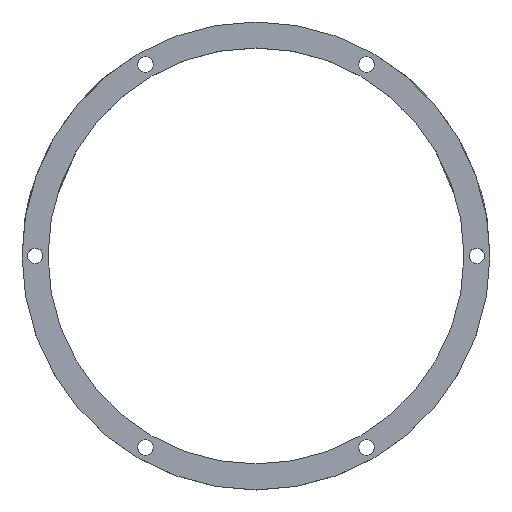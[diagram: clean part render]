
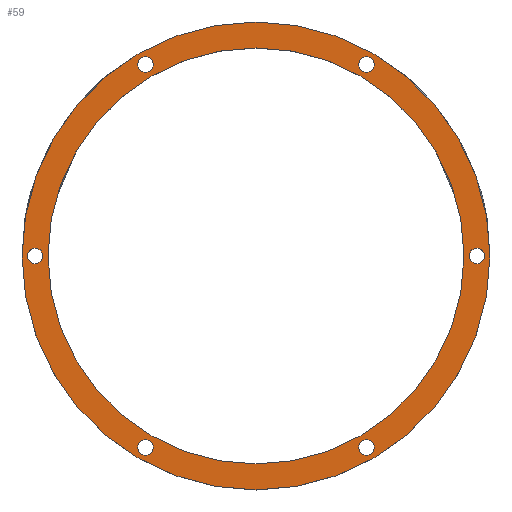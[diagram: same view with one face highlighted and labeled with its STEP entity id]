
A CAD part, top view. The second image highlights one B-rep face of the part: STEP entity #59.
In plain terms, the highlighted planar face has unit normal (0, 0, 1).
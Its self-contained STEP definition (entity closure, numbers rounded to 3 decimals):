
#59=ADVANCED_FACE('',(#183,#184,#185,#186,#187,#188,#189,#121),#593,.T.);
#121=FACE_OUTER_BOUND('',#220,.F.);
#183=FACE_BOUND('',#213,.F.);
#184=FACE_BOUND('',#214,.F.);
#185=FACE_BOUND('',#215,.F.);
#186=FACE_BOUND('',#216,.F.);
#187=FACE_BOUND('',#217,.F.);
#188=FACE_BOUND('',#218,.F.);
#189=FACE_BOUND('',#219,.F.);
#213=EDGE_LOOP('',(#305,#306));
#214=EDGE_LOOP('',(#307,#308));
#215=EDGE_LOOP('',(#309,#310));
#216=EDGE_LOOP('',(#311,#312));
#217=EDGE_LOOP('',(#313,#314));
#218=EDGE_LOOP('',(#315,#316));
#219=EDGE_LOOP('',(#317,#318));
#220=EDGE_LOOP('',(#319,#320));
#305=ORIENTED_EDGE('',*,*,#840,.T.);
#306=ORIENTED_EDGE('',*,*,#839,.T.);
#307=ORIENTED_EDGE('',*,*,#842,.T.);
#308=ORIENTED_EDGE('',*,*,#841,.T.);
#309=ORIENTED_EDGE('',*,*,#844,.T.);
#310=ORIENTED_EDGE('',*,*,#843,.T.);
#311=ORIENTED_EDGE('',*,*,#846,.T.);
#312=ORIENTED_EDGE('',*,*,#845,.T.);
#313=ORIENTED_EDGE('',*,*,#848,.T.);
#314=ORIENTED_EDGE('',*,*,#847,.T.);
#315=ORIENTED_EDGE('',*,*,#850,.T.);
#316=ORIENTED_EDGE('',*,*,#849,.T.);
#317=ORIENTED_EDGE('',*,*,#852,.T.);
#318=ORIENTED_EDGE('',*,*,#851,.T.);
#319=ORIENTED_EDGE('',*,*,#854,.F.);
#320=ORIENTED_EDGE('',*,*,#853,.F.);
#593=PLANE('',#1156);
#631=CIRCLE('',#1100,3.);
#632=CIRCLE('',#1101,3.);
#633=CIRCLE('',#1102,3.);
#634=CIRCLE('',#1103,3.);
#635=CIRCLE('',#1104,3.);
#636=CIRCLE('',#1105,3.);
#637=CIRCLE('',#1106,3.);
#638=CIRCLE('',#1107,3.);
#639=CIRCLE('',#1108,3.);
#640=CIRCLE('',#1109,3.);
#641=CIRCLE('',#1110,3.);
#642=CIRCLE('',#1111,3.);
#643=CIRCLE('',#1112,80.);
#644=CIRCLE('',#1113,80.);
#645=CIRCLE('',#1114,90.);
#646=CIRCLE('',#1115,90.);
#839=EDGE_CURVE('',#1022,#1021,#631,.T.);
#840=EDGE_CURVE('',#1021,#1022,#632,.T.);
#841=EDGE_CURVE('',#1020,#1019,#633,.T.);
#842=EDGE_CURVE('',#1019,#1020,#634,.T.);
#843=EDGE_CURVE('',#1018,#1017,#635,.T.);
#844=EDGE_CURVE('',#1017,#1018,#636,.T.);
#845=EDGE_CURVE('',#1016,#1015,#637,.T.);
#846=EDGE_CURVE('',#1015,#1016,#638,.T.);
#847=EDGE_CURVE('',#1014,#1013,#639,.T.);
#848=EDGE_CURVE('',#1013,#1014,#640,.T.);
#849=EDGE_CURVE('',#1012,#1011,#641,.T.);
#850=EDGE_CURVE('',#1011,#1012,#642,.T.);
#851=EDGE_CURVE('',#1010,#1009,#643,.T.);
#852=EDGE_CURVE('',#1009,#1010,#644,.T.);
#853=EDGE_CURVE('',#1008,#1007,#645,.T.);
#854=EDGE_CURVE('',#1007,#1008,#646,.T.);
#1007=VERTEX_POINT('',#1578);
#1008=VERTEX_POINT('',#1579);
#1009=VERTEX_POINT('',#1580);
#1010=VERTEX_POINT('',#1581);
#1011=VERTEX_POINT('',#1582);
#1012=VERTEX_POINT('',#1583);
#1013=VERTEX_POINT('',#1584);
#1014=VERTEX_POINT('',#1585);
#1015=VERTEX_POINT('',#1586);
#1016=VERTEX_POINT('',#1587);
#1017=VERTEX_POINT('',#1588);
#1018=VERTEX_POINT('',#1589);
#1019=VERTEX_POINT('',#1590);
#1020=VERTEX_POINT('',#1591);
#1021=VERTEX_POINT('',#1592);
#1022=VERTEX_POINT('',#1593);
#1100=AXIS2_PLACEMENT_3D('',#1986,#1248,#1249);
#1101=AXIS2_PLACEMENT_3D('',#1987,#1250,#1251);
#1102=AXIS2_PLACEMENT_3D('',#1988,#1252,#1253);
#1103=AXIS2_PLACEMENT_3D('',#1989,#1254,#1255);
#1104=AXIS2_PLACEMENT_3D('',#1990,#1256,#1257);
#1105=AXIS2_PLACEMENT_3D('',#1991,#1258,#1259);
#1106=AXIS2_PLACEMENT_3D('',#1992,#1260,#1261);
#1107=AXIS2_PLACEMENT_3D('',#1993,#1262,#1263);
#1108=AXIS2_PLACEMENT_3D('',#1994,#1264,#1265);
#1109=AXIS2_PLACEMENT_3D('',#1995,#1266,#1267);
#1110=AXIS2_PLACEMENT_3D('',#1996,#1268,#1269);
#1111=AXIS2_PLACEMENT_3D('',#1997,#1270,#1271);
#1112=AXIS2_PLACEMENT_3D('',#1998,#1272,#1273);
#1113=AXIS2_PLACEMENT_3D('',#1999,#1274,#1275);
#1114=AXIS2_PLACEMENT_3D('',#2000,#1276,#1277);
#1115=AXIS2_PLACEMENT_3D('',#2001,#1278,#1279);
#1156=AXIS2_PLACEMENT_3D('',#2090,#1408,#1409);
#1248=DIRECTION('',(0.,0.,1.));
#1249=DIRECTION('',(-0.5,0.866,0.));
#1250=DIRECTION('',(0.,0.,1.));
#1251=DIRECTION('',(0.5,-0.866,0.));
#1252=DIRECTION('',(0.,0.,1.));
#1253=DIRECTION('',(0.5,0.866,0.));
#1254=DIRECTION('',(0.,0.,1.));
#1255=DIRECTION('',(-0.5,-0.866,0.));
#1256=DIRECTION('',(0.,0.,1.));
#1257=DIRECTION('',(0.5,-0.866,0.));
#1258=DIRECTION('',(0.,0.,1.));
#1259=DIRECTION('',(-0.5,0.866,0.));
#1260=DIRECTION('',(0.,0.,1.));
#1261=DIRECTION('',(1.,0.,0.));
#1262=DIRECTION('',(0.,0.,1.));
#1263=DIRECTION('',(-1.,0.,0.));
#1264=DIRECTION('',(0.,0.,1.));
#1265=DIRECTION('',(-0.5,-0.866,0.));
#1266=DIRECTION('',(0.,0.,1.));
#1267=DIRECTION('',(0.5,0.866,0.));
#1268=DIRECTION('',(0.,0.,1.));
#1269=DIRECTION('',(-1.,0.,0.));
#1270=DIRECTION('',(0.,0.,1.));
#1271=DIRECTION('',(1.,0.,0.));
#1272=DIRECTION('',(0.,0.,1.));
#1273=DIRECTION('',(-1.,0.,0.));
#1274=DIRECTION('',(0.,0.,1.));
#1275=DIRECTION('',(1.,0.,0.));
#1276=DIRECTION('',(0.,0.,1.));
#1277=DIRECTION('',(-1.,0.,0.));
#1278=DIRECTION('',(0.,0.,1.));
#1279=DIRECTION('',(1.,0.,0.));
#1408=DIRECTION('',(0.,0.,1.));
#1409=DIRECTION('',(1.,0.,0.));
#1578=CARTESIAN_POINT('',(32.713,65.353,64.5));
#1579=CARTESIAN_POINT('',(-147.287,65.353,64.5));
#1580=CARTESIAN_POINT('',(22.713,65.353,64.5));
#1581=CARTESIAN_POINT('',(-137.287,65.353,64.5));
#1582=CARTESIAN_POINT('',(30.713,65.353,64.5));
#1583=CARTESIAN_POINT('',(24.713,65.353,64.5));
#1584=CARTESIAN_POINT('',(-13.287,141.564,64.5));
#1585=CARTESIAN_POINT('',(-16.287,136.368,64.5));
#1586=CARTESIAN_POINT('',(-145.287,65.353,64.5));
#1587=CARTESIAN_POINT('',(-139.287,65.353,64.5));
#1588=CARTESIAN_POINT('',(-101.287,141.564,64.5));
#1589=CARTESIAN_POINT('',(-98.287,136.368,64.5));
#1590=CARTESIAN_POINT('',(-101.287,-10.857,64.5));
#1591=CARTESIAN_POINT('',(-98.287,-5.661,64.5));
#1592=CARTESIAN_POINT('',(-13.287,-10.857,64.5));
#1593=CARTESIAN_POINT('',(-16.287,-5.661,64.5));
#1986=CARTESIAN_POINT('',(-14.787,-8.259,64.5));
#1987=CARTESIAN_POINT('',(-14.787,-8.259,64.5));
#1988=CARTESIAN_POINT('',(-99.787,-8.259,64.5));
#1989=CARTESIAN_POINT('',(-99.787,-8.259,64.5));
#1990=CARTESIAN_POINT('',(-99.787,138.966,64.5));
#1991=CARTESIAN_POINT('',(-99.787,138.966,64.5));
#1992=CARTESIAN_POINT('',(-142.287,65.353,64.5));
#1993=CARTESIAN_POINT('',(-142.287,65.353,64.5));
#1994=CARTESIAN_POINT('',(-14.787,138.966,64.5));
#1995=CARTESIAN_POINT('',(-14.787,138.966,64.5));
#1996=CARTESIAN_POINT('',(27.713,65.353,64.5));
#1997=CARTESIAN_POINT('',(27.713,65.353,64.5));
#1998=CARTESIAN_POINT('',(-57.287,65.353,64.5));
#1999=CARTESIAN_POINT('',(-57.287,65.353,64.5));
#2000=CARTESIAN_POINT('',(-57.287,65.353,64.5));
#2001=CARTESIAN_POINT('',(-57.287,65.353,64.5));
#2090=CARTESIAN_POINT('',(-149.205,-26.449,64.5));
